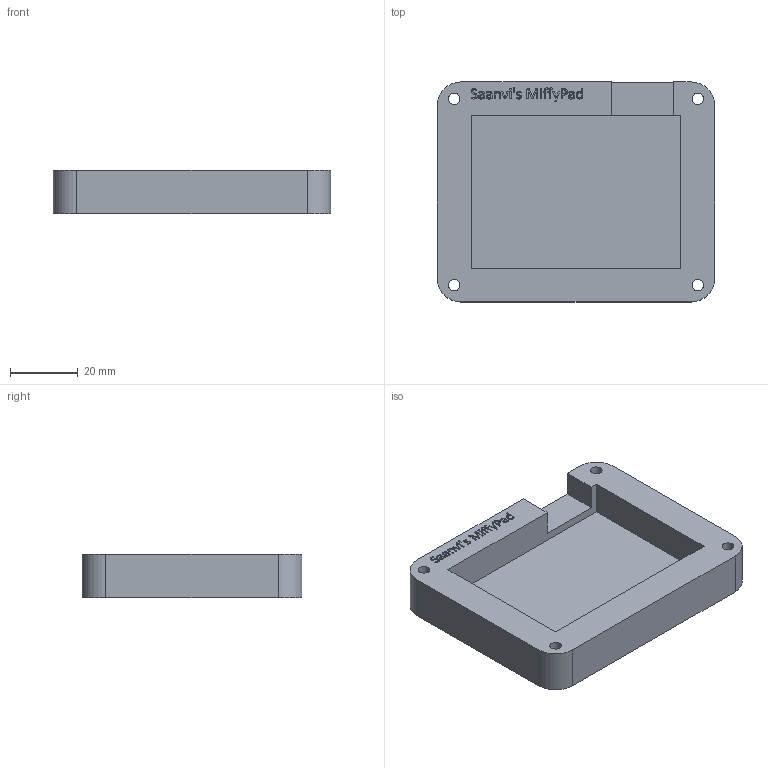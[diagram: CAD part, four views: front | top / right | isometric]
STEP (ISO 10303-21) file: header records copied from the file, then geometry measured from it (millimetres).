
FILE_DESCRIPTION(/* description */ (''),/* implementation_level */ '2;1');
FILE_NAME(/* name */ 'Bottom.step',/* time_stamp */ '2025-07-08T20:46:59-07:00',/* author */ (''),/* organization */ (''),/* preprocessor_version */ 'ST-DEVELOPER v20.1',/* originating_system */ 'Autodesk Translation Framework v14.4.0.0',/* authorisation */ '');
FILE_SCHEMA (('AUTOMOTIVE_DESIGN { 1 0 10303 214 3 1 1 }'));
Length unit declared in the file: millimetre
Products named in the file (2): A Bottom Case; PCB Case
Assembly tree (1 placements, depth 2):
  A Bottom Case
    PCB Case
Bounding box: 82 x 65 x 13 mm (x, y, z)
Volume: 38739.4 mm3; surface area: 16874 mm2
Topology: 1 solids, 1 shells, 743 faces, 2142 edges, 1428 vertices
Faces by surface type: bspline 608, plane 123, cylinder 12
Full cylindrical faces by diameter (mm): 3.4 x4, 6 x4
Entity records: 30029 total; most frequent: CARTESIAN_POINT 14652, ORIENTED_EDGE 4284, EDGE_CURVE 2142, VERTEX_POINT 1428, DIRECTION 1226, B_SPLINE_CURVE_WITH_KNOTS 1216, LINE 902, VECTOR 902
